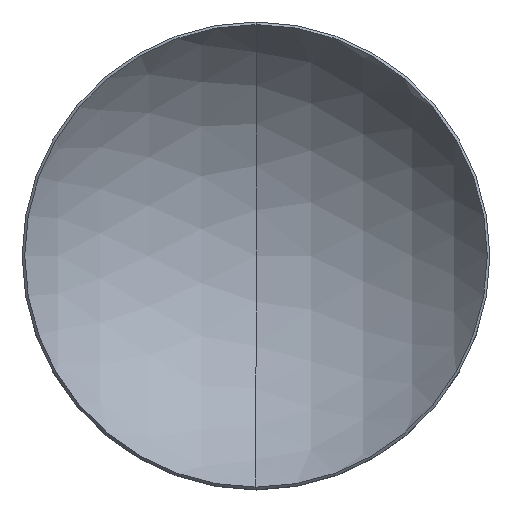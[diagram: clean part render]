
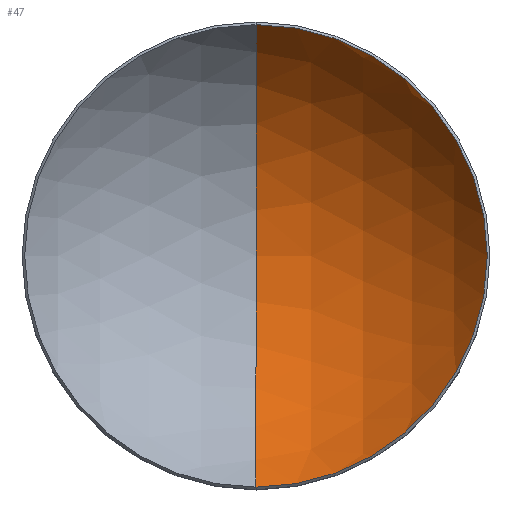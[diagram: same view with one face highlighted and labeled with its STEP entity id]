
A CAD part, top view. The second image highlights one B-rep face of the part: STEP entity #47.
In plain terms, the highlighted spherical face has radius 14.797 mm.
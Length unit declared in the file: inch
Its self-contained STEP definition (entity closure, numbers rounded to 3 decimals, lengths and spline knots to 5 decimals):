
#1 = AXIS2_PLACEMENT_3D ( 'NONE', #48, #78, #14 ) ;
#10 = EDGE_CURVE ( 'NONE', #293, #232, #42, .T. ) ;
#13 = CIRCLE ( 'NONE', #24, 0.58256 ) ;
#14 = DIRECTION ( 'NONE',  ( 0., 0., -1. ) ) ;
#24 = AXIS2_PLACEMENT_3D ( 'NONE', #319, #98, #188 ) ;
#39 = ORIENTED_EDGE ( 'NONE', *, *, #10, .T. ) ;
#42 = CIRCLE ( 'NONE', #136, 0.49443 ) ;
#45 = ORIENTED_EDGE ( 'NONE', *, *, #217, .T. ) ;
#47 = ADVANCED_FACE ( 'NONE', ( #81 ), #321, .F. ) ;
#48 = CARTESIAN_POINT ( 'NONE',  ( 0., 0., 0.5195 ) ) ;
#64 = VERTEX_POINT ( 'NONE', #296 ) ;
#78 = DIRECTION ( 'NONE',  ( 1., 0., 0. ) ) ;
#81 = FACE_OUTER_BOUND ( 'NONE', #260, .T. ) ;
#98 = DIRECTION ( 'NONE',  ( -1., 0., 0. ) ) ;
#100 = CARTESIAN_POINT ( 'NONE',  ( 0., 0., 0.5195 ) ) ;
#108 = DIRECTION ( 'NONE',  ( -1., 0., 0. ) ) ;
#124 = CIRCLE ( 'NONE', #1, 0.58256 ) ;
#136 = AXIS2_PLACEMENT_3D ( 'NONE', #257, #164, #208 ) ;
#164 = DIRECTION ( 'NONE',  ( 0., 0., 1. ) ) ;
#188 = DIRECTION ( 'NONE',  ( 0., -1., 0. ) ) ;
#191 = CARTESIAN_POINT ( 'NONE',  ( 0., 0.49443, 0.21142 ) ) ;
#202 = EDGE_CURVE ( 'NONE', #64, #232, #124, .T. ) ;
#208 = DIRECTION ( 'NONE',  ( 0., -1., 0. ) ) ;
#211 = AXIS2_PLACEMENT_3D ( 'NONE', #100, #108, #305 ) ;
#217 = EDGE_CURVE ( 'NONE', #64, #293, #13, .T. ) ;
#232 = VERTEX_POINT ( 'NONE', #191 ) ;
#246 = CARTESIAN_POINT ( 'NONE',  ( 0., -0.49443, 0.21142 ) ) ;
#257 = CARTESIAN_POINT ( 'NONE',  ( 0., 0., 0.21142 ) ) ;
#260 = EDGE_LOOP ( 'NONE', ( #320, #45, #39 ) ) ;
#293 = VERTEX_POINT ( 'NONE', #246 ) ;
#296 = CARTESIAN_POINT ( 'NONE',  ( 0., 0., -0.06306 ) ) ;
#305 = DIRECTION ( 'NONE',  ( 0., 1., 0. ) ) ;
#319 = CARTESIAN_POINT ( 'NONE',  ( 0., 0., 0.5195 ) ) ;
#320 = ORIENTED_EDGE ( 'NONE', *, *, #202, .F. ) ;
#321 = SPHERICAL_SURFACE ( 'NONE', #211, 0.58256 ) ;
